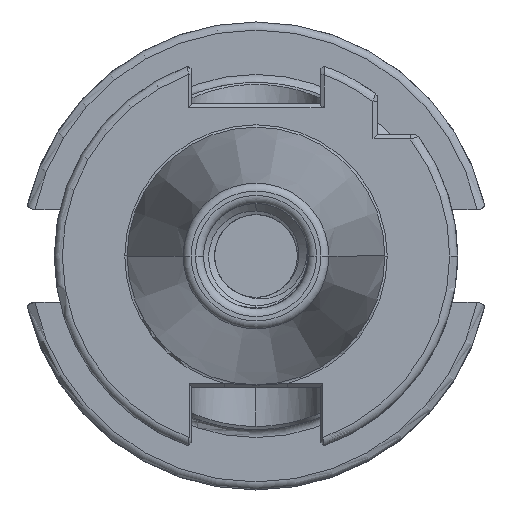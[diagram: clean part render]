
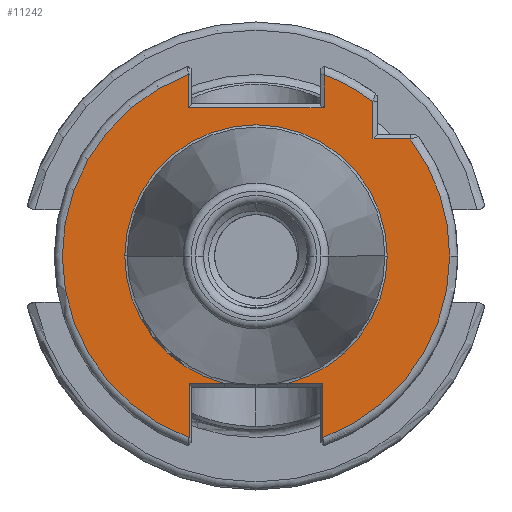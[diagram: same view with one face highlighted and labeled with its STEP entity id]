
A CAD part, left-side view. The second image highlights one B-rep face of the part: STEP entity #11242.
In plain terms, the highlighted planar face has unit normal (-1, 0, 0).
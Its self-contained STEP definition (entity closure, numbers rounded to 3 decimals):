
#2414 = CARTESIAN_POINT ( 'NONE',  ( 0., 0., 0. ) ) ;
#2420 = DIRECTION ( 'NONE',  ( -1., 0., 0. ) ) ;
#2426 = DIRECTION ( 'NONE',  ( -1., 0., 0. ) ) ;
#2429 = CARTESIAN_POINT ( 'NONE',  ( 0., 0., 0. ) ) ;
#2433 = DIRECTION ( 'NONE',  ( 0., -1., 0. ) ) ;
#2452 = DIRECTION ( 'NONE',  ( 0., -1., 0. ) ) ;
#2711 = DIRECTION ( 'NONE',  ( 0., 0., 1. ) ) ;
#2719 = CARTESIAN_POINT ( 'NONE',  ( 0., -14.5, 0. ) ) ;
#2812 = CARTESIAN_POINT ( 'NONE',  ( 0., -8.288, -15.8 ) ) ;
#2818 = DIRECTION ( 'NONE',  ( 0., -1., 0. ) ) ;
#3395 = VERTEX_POINT ( 'NONE', #15233 ) ;
#3414 = VERTEX_POINT ( 'NONE', #15323 ) ;
#3428 = VERTEX_POINT ( 'NONE', #15322 ) ;
#3432 = VERTEX_POINT ( 'NONE', #15356 ) ;
#3434 = VERTEX_POINT ( 'NONE', #15366 ) ;
#3858 = VERTEX_POINT ( 'NONE', #4954 ) ;
#3891 = VERTEX_POINT ( 'NONE', #4984 ) ;
#3902 = VERTEX_POINT ( 'NONE', #5047 ) ;
#3903 = VERTEX_POINT ( 'NONE', #5024 ) ;
#3906 = VERTEX_POINT ( 'NONE', #4997 ) ;
#3907 = VERTEX_POINT ( 'NONE', #4999 ) ;
#3914 = VERTEX_POINT ( 'NONE', #5041 ) ;
#3915 = VERTEX_POINT ( 'NONE', #5049 ) ;
#3918 = VERTEX_POINT ( 'NONE', #5093 ) ;
#3928 = VERTEX_POINT ( 'NONE', #5005 ) ;
#3930 = VERTEX_POINT ( 'NONE', #5056 ) ;
#3979 = AXIS2_PLACEMENT_3D ( 'NONE', #2429, #2420, #2452 ) ;
#4025 = AXIS2_PLACEMENT_3D ( 'NONE', #2414, #2426, #2433 ) ;
#4218 = AXIS2_PLACEMENT_3D ( 'NONE', #20057, #20080, #20088 ) ;
#4954 = CARTESIAN_POINT ( 'NONE',  ( 0., -14.5, 19.125 ) ) ;
#4984 = CARTESIAN_POINT ( 'NONE',  ( 0., 8.361, 18.4 ) ) ;
#4997 = CARTESIAN_POINT ( 'NONE',  ( 0., -14.5, 14.5 ) ) ;
#4999 = CARTESIAN_POINT ( 'NONE',  ( 0., -19.125, 14.5 ) ) ;
#5005 = CARTESIAN_POINT ( 'NONE',  ( 0., -16.262, 0. ) ) ;
#5024 = CARTESIAN_POINT ( 'NONE',  ( 0., 8.361, 22.497 ) ) ;
#5041 = CARTESIAN_POINT ( 'NONE',  ( 0., 8.288, -15.8 ) ) ;
#5047 = CARTESIAN_POINT ( 'NONE',  ( 0., -8.288, -15.8 ) ) ;
#5049 = CARTESIAN_POINT ( 'NONE',  ( 0., -8.434, 18.4 ) ) ;
#5056 = CARTESIAN_POINT ( 'NONE',  ( 0., 8.288, -22.523 ) ) ;
#5093 = CARTESIAN_POINT ( 'NONE',  ( 0., -8.434, 22.469 ) ) ;
#5335 = LINE ( 'NONE', #15074, #5442 ) ;
#5339 = LINE ( 'NONE', #13335, #5370 ) ;
#5357 = LINE ( 'NONE', #14867, #5448 ) ;
#5370 = VECTOR ( 'NONE', #13345, 1000. ) ;
#5372 = VECTOR ( 'NONE', #14918, 1000. ) ;
#5387 = LINE ( 'NONE', #14799, #5414 ) ;
#5389 = LINE ( 'NONE', #14922, #5372 ) ;
#5392 = LINE ( 'NONE', #13584, #5396 ) ;
#5396 = VECTOR ( 'NONE', #13599, 1000. ) ;
#5414 = VECTOR ( 'NONE', #14802, 1000. ) ;
#5416 = CIRCLE ( 'NONE', #17086, 16.262 ) ;
#5440 = CIRCLE ( 'NONE', #17102, 24. ) ;
#5442 = VECTOR ( 'NONE', #15084, 1000. ) ;
#5448 = VECTOR ( 'NONE', #14907, 1000. ) ;
#5474 = LINE ( 'NONE', #13579, #5485 ) ;
#5485 = VECTOR ( 'NONE', #13669, 1000. ) ;
#5498 = LINE ( 'NONE', #2812, #5518 ) ;
#5518 = VECTOR ( 'NONE', #2818, 1000. ) ;
#6377 = CIRCLE ( 'NONE', #17142, 16.262 ) ;
#6390 = CIRCLE ( 'NONE', #17183, 16.262 ) ;
#6416 = CIRCLE ( 'NONE', #17134, 24. ) ;
#8439 = EDGE_CURVE ( 'NONE', #3428, #3414, #6416, .T. ) ;
#8440 = EDGE_CURVE ( 'NONE', #3928, #3395, #6377, .T. ) ;
#8461 = EDGE_CURVE ( 'NONE', #3434, #3432, #6390, .T. ) ;
#8474 = EDGE_LOOP ( 'NONE', ( #21452, #21467, #21431, #21499, #21430, #21409, #21470, #21413, #21441, #21416, #21424, #21436, #21429, #21418, #21425, #21420 ) ) ;
#10877 = EDGE_CURVE ( 'NONE', #3930, #3914, #5387, .T. ) ;
#10882 = EDGE_CURVE ( 'NONE', #3432, #3928, #5416, .T. ) ;
#10884 = EDGE_CURVE ( 'NONE', #3902, #3428, #5357, .T. ) ;
#10886 = EDGE_CURVE ( 'NONE', #3395, #3902, #5389, .T. ) ;
#10888 = EDGE_CURVE ( 'NONE', #3903, #3930, #5440, .T. ) ;
#10902 = EDGE_CURVE ( 'NONE', #3907, #3906, #5335, .T. ) ;
#10905 = EDGE_CURVE ( 'NONE', #3915, #3891, #5339, .T. ) ;
#10933 = EDGE_CURVE ( 'NONE', #3918, #3915, #5392, .T. ) ;
#10934 = EDGE_CURVE ( 'NONE', #3891, #3903, #5474, .T. ) ;
#10939 = EDGE_CURVE ( 'NONE', #3914, #3434, #5498, .T. ) ;
#11064 = EDGE_CURVE ( 'NONE', #3414, #3907, #16416, .T. ) ;
#11074 = EDGE_CURVE ( 'NONE', #3858, #3918, #16484, .T. ) ;
#11112 = EDGE_CURVE ( 'NONE', #3906, #3858, #16523, .T. ) ;
#11242 = ADVANCED_FACE ( 'NONE', ( #16679 ), #20072, .T. ) ;
#13335 = CARTESIAN_POINT ( 'NONE',  ( 0., 16.342, 18.4 ) ) ;
#13345 = DIRECTION ( 'NONE',  ( 0., 1., 0. ) ) ;
#13579 = CARTESIAN_POINT ( 'NONE',  ( 0., 8.361, 0. ) ) ;
#13584 = CARTESIAN_POINT ( 'NONE',  ( 0., -8.434, 0. ) ) ;
#13599 = DIRECTION ( 'NONE',  ( 0., 0., -1. ) ) ;
#13669 = DIRECTION ( 'NONE',  ( 0., 0., 1. ) ) ;
#14799 = CARTESIAN_POINT ( 'NONE',  ( 0., 8.288, -16.3 ) ) ;
#14802 = DIRECTION ( 'NONE',  ( 0., 0., 1. ) ) ;
#14825 = DIRECTION ( 'NONE',  ( 1., 0., 0. ) ) ;
#14850 = DIRECTION ( 'NONE',  ( 0., -1., 0. ) ) ;
#14867 = CARTESIAN_POINT ( 'NONE',  ( 0., -8.288, -22.61 ) ) ;
#14875 = CARTESIAN_POINT ( 'NONE',  ( 0., 0., 0. ) ) ;
#14885 = CARTESIAN_POINT ( 'NONE',  ( 0., 0., 0. ) ) ;
#14894 = DIRECTION ( 'NONE',  ( -1., 0., 0. ) ) ;
#14898 = DIRECTION ( 'NONE',  ( 0., -1., 0. ) ) ;
#14907 = DIRECTION ( 'NONE',  ( 0., 0., -1. ) ) ;
#14918 = DIRECTION ( 'NONE',  ( 0., -1., 0. ) ) ;
#14922 = CARTESIAN_POINT ( 'NONE',  ( 0., -8.288, -15.8 ) ) ;
#15074 = CARTESIAN_POINT ( 'NONE',  ( 0., 16.342, 14.5 ) ) ;
#15084 = DIRECTION ( 'NONE',  ( 0., 1., 0. ) ) ;
#15233 = CARTESIAN_POINT ( 'NONE',  ( 0., -3.851, -15.8 ) ) ;
#15322 = CARTESIAN_POINT ( 'NONE',  ( 0., -8.288, -22.523 ) ) ;
#15323 = CARTESIAN_POINT ( 'NONE',  ( 0., -24., 0. ) ) ;
#15356 = CARTESIAN_POINT ( 'NONE',  ( 0., 16.262, 0. ) ) ;
#15366 = CARTESIAN_POINT ( 'NONE',  ( 0., 3.851, -15.8 ) ) ;
#16416 = CIRCLE ( 'NONE', #3979, 24. ) ;
#16479 = VECTOR ( 'NONE', #2711, 1000. ) ;
#16484 = CIRCLE ( 'NONE', #4025, 24. ) ;
#16523 = LINE ( 'NONE', #2719, #16479 ) ;
#16679 = FACE_OUTER_BOUND ( 'NONE', #8474, .T. ) ;
#17086 = AXIS2_PLACEMENT_3D ( 'NONE', #14875, #14825, #14850 ) ;
#17102 = AXIS2_PLACEMENT_3D ( 'NONE', #14885, #14894, #14898 ) ;
#17134 = AXIS2_PLACEMENT_3D ( 'NONE', #23813, #23798, #23785 ) ;
#17142 = AXIS2_PLACEMENT_3D ( 'NONE', #23799, #23815, #23812 ) ;
#17183 = AXIS2_PLACEMENT_3D ( 'NONE', #23970, #23961, #23947 ) ;
#20057 = CARTESIAN_POINT ( 'NONE',  ( 0., 16.342, 0. ) ) ;
#20072 = PLANE ( 'NONE',  #4218 ) ;
#20080 = DIRECTION ( 'NONE',  ( -1., 0., 0. ) ) ;
#20088 = DIRECTION ( 'NONE',  ( 0., -1., 0. ) ) ;
#21409 = ORIENTED_EDGE ( 'NONE', *, *, #8439, .T. ) ;
#21413 = ORIENTED_EDGE ( 'NONE', *, *, #10902, .T. ) ;
#21416 = ORIENTED_EDGE ( 'NONE', *, *, #11074, .T. ) ;
#21418 = ORIENTED_EDGE ( 'NONE', *, *, #10888, .T. ) ;
#21420 = ORIENTED_EDGE ( 'NONE', *, *, #10939, .T. ) ;
#21424 = ORIENTED_EDGE ( 'NONE', *, *, #10933, .T. ) ;
#21425 = ORIENTED_EDGE ( 'NONE', *, *, #10877, .T. ) ;
#21429 = ORIENTED_EDGE ( 'NONE', *, *, #10934, .T. ) ;
#21430 = ORIENTED_EDGE ( 'NONE', *, *, #10884, .T. ) ;
#21431 = ORIENTED_EDGE ( 'NONE', *, *, #8440, .T. ) ;
#21436 = ORIENTED_EDGE ( 'NONE', *, *, #10905, .T. ) ;
#21441 = ORIENTED_EDGE ( 'NONE', *, *, #11112, .T. ) ;
#21452 = ORIENTED_EDGE ( 'NONE', *, *, #8461, .T. ) ;
#21467 = ORIENTED_EDGE ( 'NONE', *, *, #10882, .T. ) ;
#21470 = ORIENTED_EDGE ( 'NONE', *, *, #11064, .T. ) ;
#21499 = ORIENTED_EDGE ( 'NONE', *, *, #10886, .T. ) ;
#23785 = DIRECTION ( 'NONE',  ( 0., -1., 0. ) ) ;
#23798 = DIRECTION ( 'NONE',  ( -1., 0., 0. ) ) ;
#23799 = CARTESIAN_POINT ( 'NONE',  ( 0., 0., 0. ) ) ;
#23812 = DIRECTION ( 'NONE',  ( 0., -1., 0. ) ) ;
#23813 = CARTESIAN_POINT ( 'NONE',  ( 0., 0., 0. ) ) ;
#23815 = DIRECTION ( 'NONE',  ( 1., 0., 0. ) ) ;
#23947 = DIRECTION ( 'NONE',  ( 0., -1., 0. ) ) ;
#23961 = DIRECTION ( 'NONE',  ( 1., 0., 0. ) ) ;
#23970 = CARTESIAN_POINT ( 'NONE',  ( 0., 0., 0. ) ) ;
